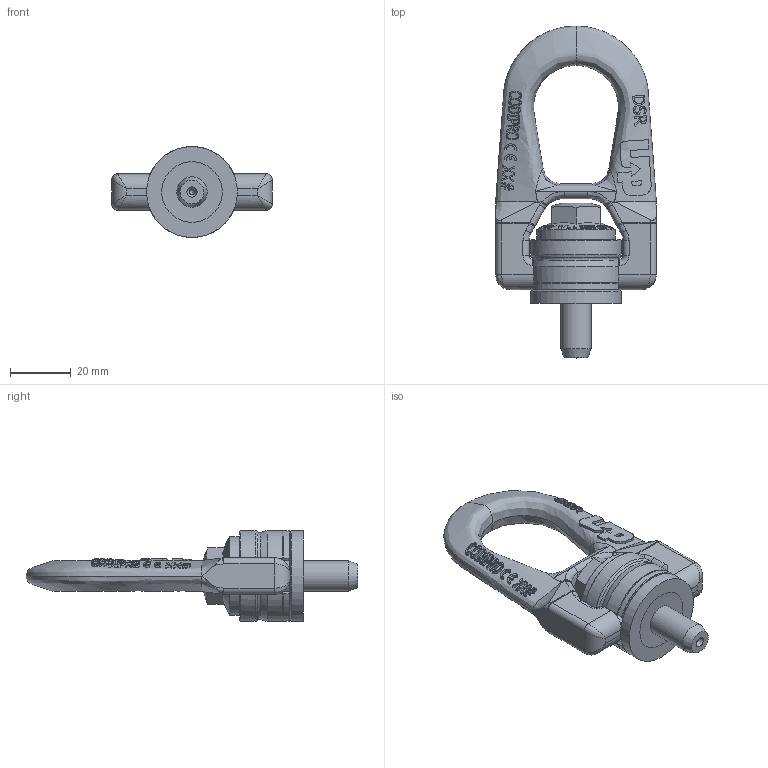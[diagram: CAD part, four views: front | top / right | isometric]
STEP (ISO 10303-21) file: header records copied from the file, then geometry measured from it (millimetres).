
FILE_DESCRIPTION(/* description */ (''),/* implementation_level */ '2;1');
FILE_NAME(/* name */ 'DSR U038 UP.stp',/* time_stamp */ '2017-09-13T11:07:36+02:00',/* author */ ('rklenes'),/* organization */ (''),/* preprocessor_version */ 'ST-DEVELOPER v16.5',/* originating_system */ 'Autodesk Inventor 2017',/* authorisation */ '');
FILE_SCHEMA (('AUTOMOTIVE_DESIGN { 1 0 10303 214 3 1 1 }'));
Products named in the file (6): DSR U038 UP; DSR 1; DRB_B1B; DRM_AF1B_UP; DRE_D1M10A; DRA_U3-8X39
Assembly tree (5 placements, depth 3):
  DSR U038 UP
    DSR 1
      DRB_B1B
      DRM_AF1B_UP
    DRE_D1M10A
    DRA_U3-8X39
Bounding box: 53 x 109.5 x 30 mm (x, y, z)
Volume: 39495.7 mm3; surface area: 18083 mm2
Topology: 4 solids, 4 shells, 889 faces, 2343 edges, 1515 vertices
Faces by surface type: plane 373, bspline 346, cylinder 90, cone 60, torus 19, sphere 1
Full cylindrical faces by diameter (mm): 1.6 x1, 10 x5, 10.2 x1, 14.7 x2, 15 x2, 22 x1, 26 x1, 30 x2
Entity records: 47139 total; most frequent: CARTESIAN_POINT 27920, ORIENTED_EDGE 4582, DIRECTION 2839, EDGE_CURVE 2291, VERTEX_POINT 1506, EDGE_LOOP 991, AXIS2_PLACEMENT_3D 978, FACE_OUTER_BOUND 889
